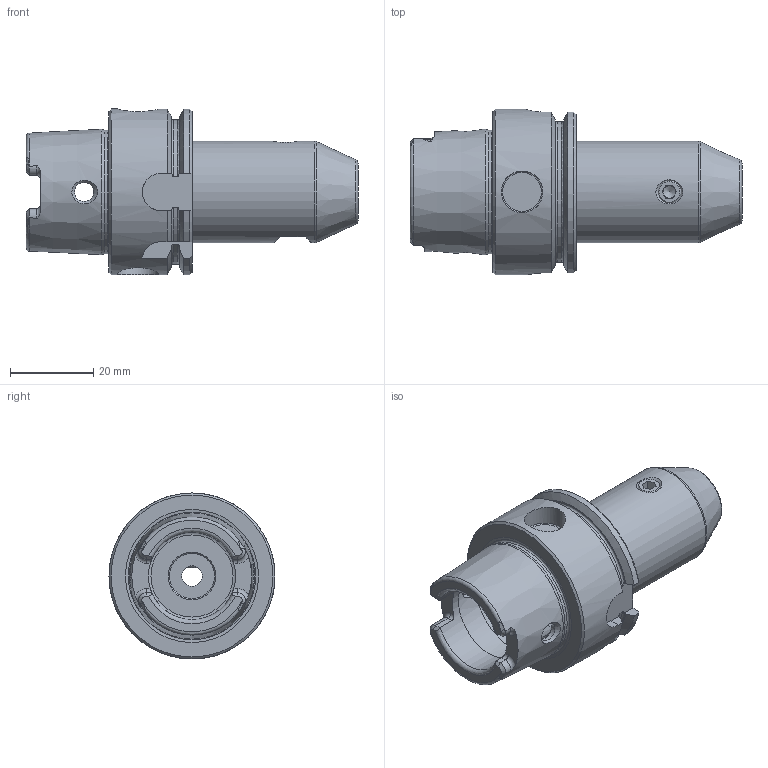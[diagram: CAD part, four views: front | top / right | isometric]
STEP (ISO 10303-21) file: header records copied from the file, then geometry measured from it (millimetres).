
FILE_DESCRIPTION( ( 'Unknown' ), '1' );
FILE_NAME( '254030630.stp', 'Unknown', ( 'Unknown' ), ( 'Unknown' ), 'PSStep 15.0.49', 'Unknown', ' ' );
FILE_SCHEMA( ( 'AUTOMOTIVE_DESIGN { 1 0 10303 214 1 1 1 1 }' ) );
Length unit declared in the file: millimetre
Products named in the file (2): 1; 2
Bounding box: 80 x 40 x 40 mm (x, y, z)
Volume: 39826.1 mm3; surface area: 13532.3 mm2
Topology: 2 solids, 2 shells, 153 faces, 407 edges, 259 vertices
Faces by surface type: plane 61, cylinder 37, cone 31, torus 24
Full cylindrical faces by diameter (mm): 4.6 x2, 4.917 x1, 5 x1, 6 x2, 6.4 x1, 10 x2, 10.917 x1, 13 x1, 21 x2, 24.5 x1, 25.5 x1, 29.8 x1, 40 x1
Entity records: 6477 total; most frequent: CARTESIAN_POINT 1849, DIRECTION 675, ORIENTED_EDGE 668, EDGE_CURVE 334, AXIS2_PLACEMENT_3D 278, VERTEX_POINT 236, EDGE_LOOP 210, FACE_OUTER_BOUND 180
